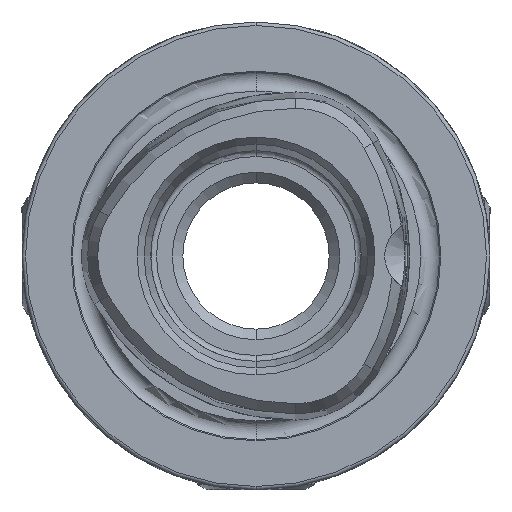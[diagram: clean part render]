
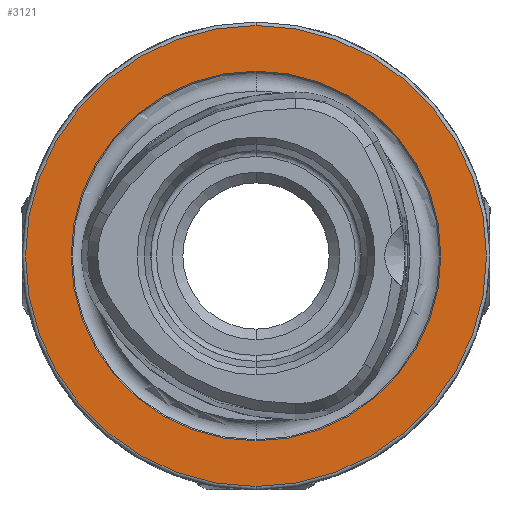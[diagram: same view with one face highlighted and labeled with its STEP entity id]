
A CAD part, left-side view. The second image highlights one B-rep face of the part: STEP entity #3121.
In plain terms, the highlighted planar face has unit normal (-1, 0, 0).
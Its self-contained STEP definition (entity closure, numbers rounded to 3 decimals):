
#352 = AXIS2_PLACEMENT_3D ( 'NONE', #972, #977, #978 ) ;
#369 = AXIS2_PLACEMENT_3D ( 'NONE', #5875, #5876, #5877 ) ;
#972 = CARTESIAN_POINT ( 'NONE',  ( 0., 15.8, 0. ) ) ;
#975 = PLANE ( 'NONE',  #352 ) ;
#977 = DIRECTION ( 'NONE',  ( 1., 0., 0. ) ) ;
#978 = DIRECTION ( 'NONE',  ( 0., 0., -1. ) ) ;
#1023 = FACE_OUTER_BOUND ( 'NONE', #4926, .T. ) ;
#1030 = FACE_BOUND ( 'NONE', #6939, .T. ) ;
#1056 = CIRCLE ( 'NONE', #369, 15.8 ) ;
#1295 = CARTESIAN_POINT ( 'NONE',  ( 0., 0., 0. ) ) ;
#1296 = DIRECTION ( 'NONE',  ( -1., 0., 0. ) ) ;
#1297 = DIRECTION ( 'NONE',  ( 0., 0., 1. ) ) ;
#1570 = CIRCLE ( 'NONE', #4107, 19.7 ) ;
#1652 = CARTESIAN_POINT ( 'NONE',  ( 0., 0., 0. ) ) ;
#1653 = DIRECTION ( 'NONE',  ( -1., 0., 0. ) ) ;
#1654 = DIRECTION ( 'NONE',  ( 0., 0., 1. ) ) ;
#1655 = CARTESIAN_POINT ( 'NONE',  ( 0., 0., 0. ) ) ;
#1656 = DIRECTION ( 'NONE',  ( -1., 0., 0. ) ) ;
#1657 = DIRECTION ( 'NONE',  ( 0., 0., 1. ) ) ;
#3077 = CIRCLE ( 'NONE', #4065, 19.7 ) ;
#3086 = CIRCLE ( 'NONE', #4064, 15.8 ) ;
#3121 = ADVANCED_FACE ( 'NONE', ( #1030, #1023 ), #975, .F. ) ;
#3300 = EDGE_CURVE ( 'NONE', #6548, #6549, #1056, .T. ) ;
#4064 = AXIS2_PLACEMENT_3D ( 'NONE', #1652, #1653, #1654 ) ;
#4065 = AXIS2_PLACEMENT_3D ( 'NONE', #1655, #1656, #1657 ) ;
#4107 = AXIS2_PLACEMENT_3D ( 'NONE', #1295, #1296, #1297 ) ;
#4926 = EDGE_LOOP ( 'NONE', ( #6978, #6979 ) ) ;
#5631 = EDGE_CURVE ( 'NONE', #6549, #6548, #3086, .T. ) ;
#5632 = EDGE_CURVE ( 'NONE', #6552, #6551, #3077, .T. ) ;
#5875 = CARTESIAN_POINT ( 'NONE',  ( 0., 0., 0. ) ) ;
#5876 = DIRECTION ( 'NONE',  ( -1., 0., 0. ) ) ;
#5877 = DIRECTION ( 'NONE',  ( 0., 0., 1. ) ) ;
#6548 = VERTEX_POINT ( 'NONE', #7291 ) ;
#6549 = VERTEX_POINT ( 'NONE', #7293 ) ;
#6551 = VERTEX_POINT ( 'NONE', #7296 ) ;
#6552 = VERTEX_POINT ( 'NONE', #7298 ) ;
#6939 = EDGE_LOOP ( 'NONE', ( #6976, #6977 ) ) ;
#6976 = ORIENTED_EDGE ( 'NONE', *, *, #5631, .F. ) ;
#6977 = ORIENTED_EDGE ( 'NONE', *, *, #3300, .F. ) ;
#6978 = ORIENTED_EDGE ( 'NONE', *, *, #7196, .T. ) ;
#6979 = ORIENTED_EDGE ( 'NONE', *, *, #5632, .T. ) ;
#7196 = EDGE_CURVE ( 'NONE', #6551, #6552, #1570, .T. ) ;
#7291 = CARTESIAN_POINT ( 'NONE',  ( 0., 0., -15.8 ) ) ;
#7293 = CARTESIAN_POINT ( 'NONE',  ( 0., 0., 15.8 ) ) ;
#7296 = CARTESIAN_POINT ( 'NONE',  ( 0., 0., 19.7 ) ) ;
#7298 = CARTESIAN_POINT ( 'NONE',  ( 0., 0., -19.7 ) ) ;
